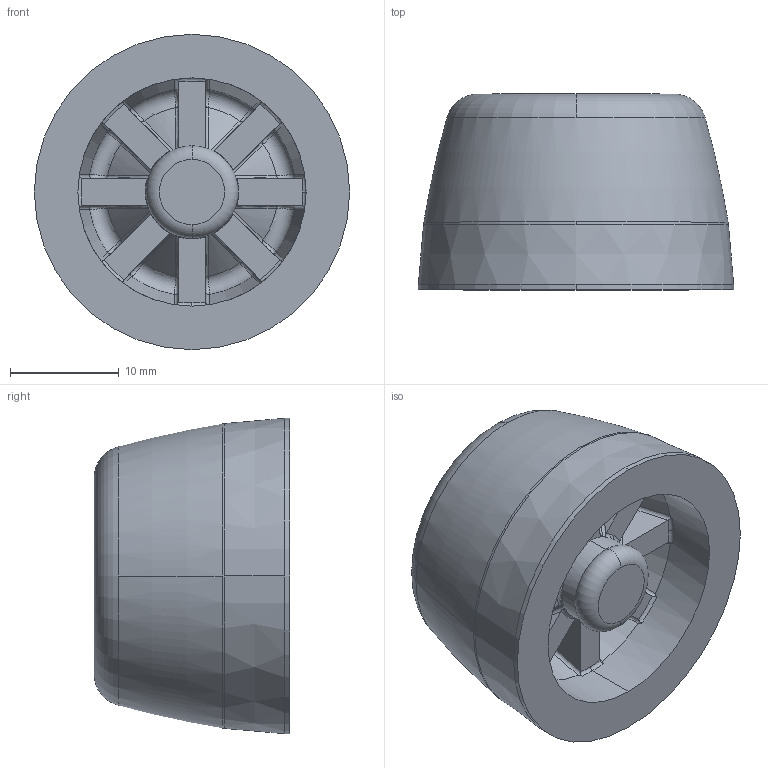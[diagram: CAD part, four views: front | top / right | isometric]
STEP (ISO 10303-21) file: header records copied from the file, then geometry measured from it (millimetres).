
FILE_DESCRIPTION (( 'STEP AP203' ), '1' );
FILE_NAME ('403538832_c_1.STEP', '2022-07-09T15:47:31', ( '' ), ( '' ), 'SwSTEP 2.0', 'SolidWorks 2014', '' );
FILE_SCHEMA (( 'CONFIG_CONTROL_DESIGN' ));
Length unit declared in the file: millimetre
Products named in the file (1): 403538832_c_1
Bounding box: 29 x 18 x 29 mm (x, y, z)
Volume: 6567.9 mm3; surface area: 3692.2 mm2
Topology: 1 solids, 1 shells, 140 faces, 374 edges, 236 vertices
Faces by surface type: bspline 48, torus 37, plane 27, cone 20, cylinder 6, sphere 2
Entity records: 6035 total; most frequent: CARTESIAN_POINT 2938, ORIENTED_EDGE 740, DIRECTION 510, EDGE_CURVE 370, AXIS2_PLACEMENT_3D 234, VERTEX_POINT 234, B_SPLINE_CURVE_WITH_KNOTS 187, EDGE_LOOP 142
